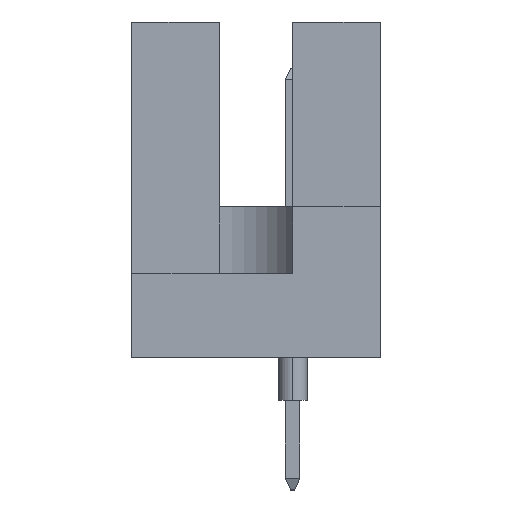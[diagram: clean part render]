
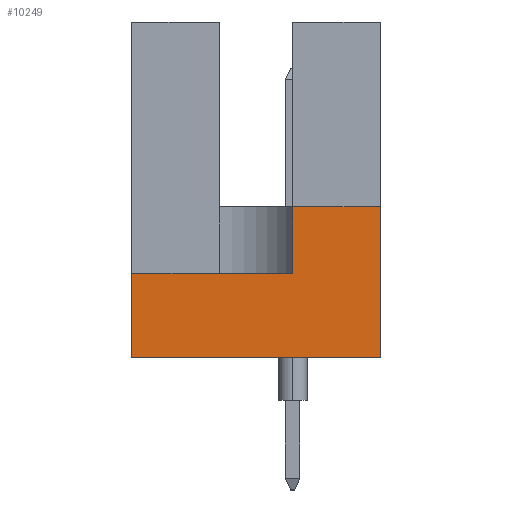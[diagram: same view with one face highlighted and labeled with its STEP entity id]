
A CAD part, left-side view. The second image highlights one B-rep face of the part: STEP entity #10249.
In plain terms, the highlighted planar face has unit normal (-1, 0, 0).
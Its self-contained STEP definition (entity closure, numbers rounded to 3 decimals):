
#275 = DIRECTION ( 'NONE',  ( 0., 0., -1. ) ) ;
#431 = ORIENTED_EDGE ( 'NONE', *, *, #6719, .F. ) ;
#810 = LINE ( 'NONE', #4317, #4520 ) ;
#913 = LINE ( 'NONE', #6054, #2329 ) ;
#929 = DIRECTION ( 'NONE',  ( 0., -1., 0. ) ) ;
#1066 = DIRECTION ( 'NONE',  ( 0., 0., -1. ) ) ;
#1230 = VERTEX_POINT ( 'NONE', #1873 ) ;
#1607 = VECTOR ( 'NONE', #1066, 1000. ) ;
#1783 = DIRECTION ( 'NONE',  ( 0., 0., -1. ) ) ;
#1873 = CARTESIAN_POINT ( 'NONE',  ( -47.5, -4.3, 5.2 ) ) ;
#2312 = CARTESIAN_POINT ( 'NONE',  ( -47.5, -4.3, 11.6 ) ) ;
#2329 = VECTOR ( 'NONE', #2663, 1000. ) ;
#2561 = VERTEX_POINT ( 'NONE', #8134 ) ;
#2611 = CARTESIAN_POINT ( 'NONE',  ( -47.5, 4.3, 0. ) ) ;
#2663 = DIRECTION ( 'NONE',  ( 0., 1., 0. ) ) ;
#3164 = VECTOR ( 'NONE', #6292, 1000. ) ;
#3350 = EDGE_CURVE ( 'NONE', #8105, #3881, #913, .T. ) ;
#3373 = DIRECTION ( 'NONE',  ( 0., 0., -1. ) ) ;
#3374 = EDGE_CURVE ( 'NONE', #3881, #2561, #4483, .T. ) ;
#3881 = VERTEX_POINT ( 'NONE', #8732 ) ;
#3948 = CARTESIAN_POINT ( 'NONE',  ( -47.5, 4.3, 11.6 ) ) ;
#4155 = ORIENTED_EDGE ( 'NONE', *, *, #3374, .T. ) ;
#4165 = ORIENTED_EDGE ( 'NONE', *, *, #11451, .F. ) ;
#4317 = CARTESIAN_POINT ( 'NONE',  ( -47.5, 4.3, 5.2 ) ) ;
#4483 = LINE ( 'NONE', #8976, #10169 ) ;
#4520 = VECTOR ( 'NONE', #929, 1000. ) ;
#4714 = PLANE ( 'NONE',  #7836 ) ;
#4779 = VERTEX_POINT ( 'NONE', #10886 ) ;
#5133 = VERTEX_POINT ( 'NONE', #6713 ) ;
#5415 = LINE ( 'NONE', #2611, #3164 ) ;
#5686 = CARTESIAN_POINT ( 'NONE',  ( -47.5, -1.27, 19.02 ) ) ;
#5719 = CARTESIAN_POINT ( 'NONE',  ( -47.5, -1.27, 2.9 ) ) ;
#5748 = LINE ( 'NONE', #5686, #1607 ) ;
#5917 = EDGE_CURVE ( 'NONE', #4779, #8105, #5748, .T. ) ;
#6054 = CARTESIAN_POINT ( 'NONE',  ( -47.5, 4.3, 2.9 ) ) ;
#6292 = DIRECTION ( 'NONE',  ( 0., -1., 0. ) ) ;
#6713 = CARTESIAN_POINT ( 'NONE',  ( -47.5, -4.3, 0. ) ) ;
#6719 = EDGE_CURVE ( 'NONE', #4779, #1230, #810, .T. ) ;
#6896 = ORIENTED_EDGE ( 'NONE', *, *, #5917, .T. ) ;
#6994 = LINE ( 'NONE', #2312, #8012 ) ;
#6998 = ORIENTED_EDGE ( 'NONE', *, *, #9966, .T. ) ;
#7836 = AXIS2_PLACEMENT_3D ( 'NONE', #3948, #8283, #275 ) ;
#8012 = VECTOR ( 'NONE', #3373, 1000. ) ;
#8105 = VERTEX_POINT ( 'NONE', #5719 ) ;
#8134 = CARTESIAN_POINT ( 'NONE',  ( -47.5, 4.3, 0. ) ) ;
#8283 = DIRECTION ( 'NONE',  ( 1., 0., 0. ) ) ;
#8732 = CARTESIAN_POINT ( 'NONE',  ( -47.5, 4.3, 2.9 ) ) ;
#8976 = CARTESIAN_POINT ( 'NONE',  ( -47.5, 4.3, 11.6 ) ) ;
#9715 = EDGE_LOOP ( 'NONE', ( #431, #6896, #11509, #4155, #6998, #4165 ) ) ;
#9966 = EDGE_CURVE ( 'NONE', #2561, #5133, #5415, .T. ) ;
#10033 = FACE_OUTER_BOUND ( 'NONE', #9715, .T. ) ;
#10169 = VECTOR ( 'NONE', #1783, 1000. ) ;
#10249 = ADVANCED_FACE ( 'NONE', ( #10033 ), #4714, .F. ) ;
#10886 = CARTESIAN_POINT ( 'NONE',  ( -47.5, -1.27, 5.2 ) ) ;
#11451 = EDGE_CURVE ( 'NONE', #1230, #5133, #6994, .T. ) ;
#11509 = ORIENTED_EDGE ( 'NONE', *, *, #3350, .T. ) ;
